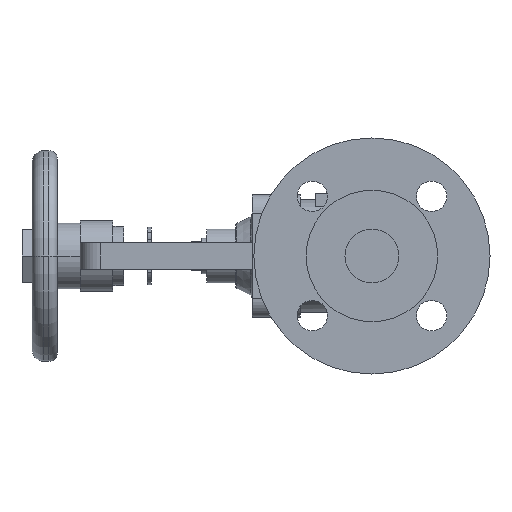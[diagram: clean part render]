
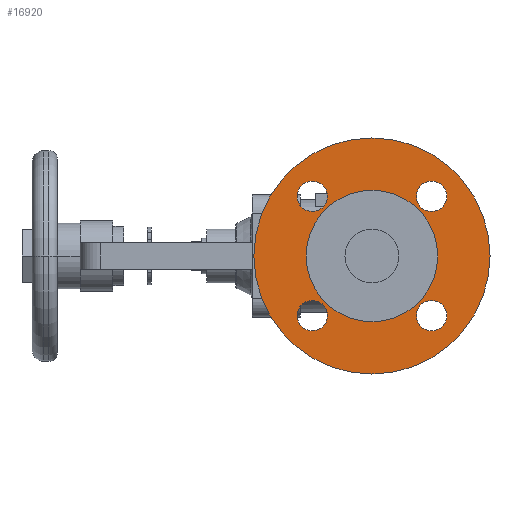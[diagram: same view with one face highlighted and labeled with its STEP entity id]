
A CAD part, left-side view. The second image highlights one B-rep face of the part: STEP entity #16920.
In plain terms, the highlighted planar face has unit normal (-1, 0, 0).
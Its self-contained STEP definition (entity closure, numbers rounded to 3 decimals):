
#8280=CARTESIAN_POINT('',(-88.,0.,-70.));
#8290=VERTEX_POINT('',#8280);
#8450=CARTESIAN_POINT('',(-88.,0.,70.));
#8460=VERTEX_POINT('',#8450);
#8490=CARTESIAN_POINT('',(-88.,0.,0.));
#8500=DIRECTION('',(1.,0.,0.));
#8510=DIRECTION('',(0.,0.,-1.));
#8520=AXIS2_PLACEMENT_3D('',#8490,#8500,#8510);
#8530=CIRCLE('',#8520,70.);
#8540=EDGE_CURVE('',#8290,#8460,#8530,.T.);
#8770=CARTESIAN_POINT('',(-88.,35.355,-26.355));
#8780=VERTEX_POINT('',#8770);
#8940=CARTESIAN_POINT('',(-88.,35.355,-44.355));
#8950=VERTEX_POINT('',#8940);
#8980=CARTESIAN_POINT('',(-88.,35.355,-35.355));
#8990=DIRECTION('',(-1.,0.,0.));
#9000=DIRECTION('',(0.,0.,-1.));
#9010=AXIS2_PLACEMENT_3D('',#8980,#8990,#9000);
#9020=CIRCLE('',#9010,9.);
#9030=EDGE_CURVE('',#8780,#8950,#9020,.T.);
#9260=CARTESIAN_POINT('',(-88.,-35.355,-26.355));
#9270=VERTEX_POINT('',#9260);
#9430=CARTESIAN_POINT('',(-88.,-35.355,-44.355));
#9440=VERTEX_POINT('',#9430);
#9470=CARTESIAN_POINT('',(-88.,-35.355,-35.355));
#9480=DIRECTION('',(-1.,0.,0.));
#9490=DIRECTION('',(0.,0.,-1.));
#9500=AXIS2_PLACEMENT_3D('',#9470,#9480,#9490);
#9510=CIRCLE('',#9500,9.);
#9520=EDGE_CURVE('',#9270,#9440,#9510,.T.);
#9750=CARTESIAN_POINT('',(-88.,35.355,26.355));
#9760=VERTEX_POINT('',#9750);
#9790=CARTESIAN_POINT('',(-88.,35.355,35.355));
#9800=DIRECTION('',(-1.,0.,0.));
#9810=DIRECTION('',(0.,0.,-1.));
#9820=AXIS2_PLACEMENT_3D('',#9790,#9800,#9810);
#9830=CIRCLE('',#9820,9.);
#9840=CARTESIAN_POINT('',(-88.,35.355,44.355));
#9850=VERTEX_POINT('',#9840);
#9860=EDGE_CURVE('',#9850,#9760,#9830,.T.);
#10240=CARTESIAN_POINT('',(-88.,-35.355,26.355));
#10250=VERTEX_POINT('',#10240);
#10280=CARTESIAN_POINT('',(-88.,-35.355,35.355));
#10290=DIRECTION('',(-1.,0.,0.));
#10300=DIRECTION('',(0.,0.,-1.));
#10310=AXIS2_PLACEMENT_3D('',#10280,#10290,#10300);
#10320=CIRCLE('',#10310,9.);
#10330=CARTESIAN_POINT('',(-88.,-35.355,44.355));
#10340=VERTEX_POINT('',#10330);
#10350=EDGE_CURVE('',#10340,#10250,#10320,.T.);
#10730=CARTESIAN_POINT('',(-88.,-39.,0.));
#10740=VERTEX_POINT('',#10730);
#10900=CARTESIAN_POINT('',(-88.,39.,0.));
#10910=VERTEX_POINT('',#10900);
#10940=CARTESIAN_POINT('',(-88.,0.,0.));
#10950=DIRECTION('',(-1.,0.,0.));
#10960=DIRECTION('',(0.,1.,0.));
#10970=AXIS2_PLACEMENT_3D('',#10940,#10950,#10960);
#10980=CIRCLE('',#10970,39.);
#10990=EDGE_CURVE('',#10740,#10910,#10980,.T.);
#16570=CARTESIAN_POINT('',(-88.,54.5,0.));
#16580=DIRECTION('',(1.,0.,0.));
#16590=DIRECTION('',(0.,-1.,0.));
#16600=AXIS2_PLACEMENT_3D('',#16570,#16580,#16590);
#16610=PLANE('',#16600);
#16620=EDGE_CURVE('',#10910,#10740,#10980,.T.);
#16630=ORIENTED_EDGE('',*,*,#16620,.F.);
#16640=ORIENTED_EDGE('',*,*,#10990,.F.);
#16650=EDGE_LOOP('',(#16640,#16630));
#16660=FACE_BOUND('',#16650,.T.);
#16670=EDGE_CURVE('',#8460,#8290,#8530,.T.);
#16680=ORIENTED_EDGE('',*,*,#16670,.F.);
#16690=ORIENTED_EDGE('',*,*,#8540,.F.);
#16700=EDGE_LOOP('',(#16690,#16680));
#16710=FACE_OUTER_BOUND('',#16700,.T.);
#16720=EDGE_CURVE('',#8950,#8780,#9020,.T.);
#16730=ORIENTED_EDGE('',*,*,#16720,.F.);
#16740=ORIENTED_EDGE('',*,*,#9030,.F.);
#16750=EDGE_LOOP('',(#16740,#16730));
#16760=FACE_BOUND('',#16750,.T.);
#16770=EDGE_CURVE('',#9440,#9270,#9510,.T.);
#16780=ORIENTED_EDGE('',*,*,#16770,.F.);
#16790=ORIENTED_EDGE('',*,*,#9520,.F.);
#16800=EDGE_LOOP('',(#16790,#16780));
#16810=FACE_BOUND('',#16800,.T.);
#16820=ORIENTED_EDGE('',*,*,#9860,.F.);
#16830=EDGE_CURVE('',#9760,#9850,#9830,.T.);
#16840=ORIENTED_EDGE('',*,*,#16830,.F.);
#16850=EDGE_LOOP('',(#16840,#16820));
#16860=FACE_BOUND('',#16850,.T.);
#16870=EDGE_CURVE('',#10250,#10340,#10320,.T.);
#16880=ORIENTED_EDGE('',*,*,#16870,.F.);
#16890=ORIENTED_EDGE('',*,*,#10350,.F.);
#16900=EDGE_LOOP('',(#16890,#16880));
#16910=FACE_BOUND('',#16900,.T.);
#16920=ADVANCED_FACE('',(#16660,#16710,#16760,#16810,#16860,#16910),
#16610,.F.);
